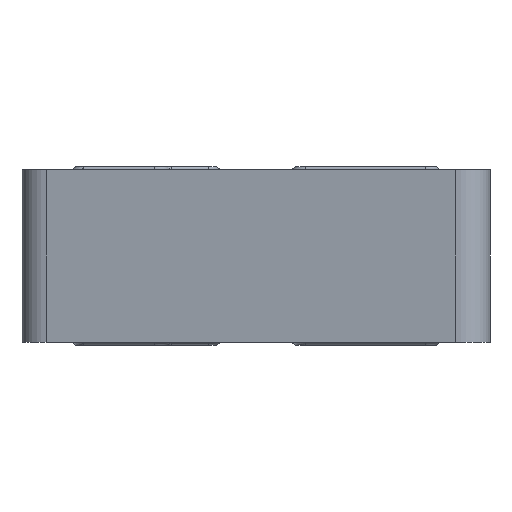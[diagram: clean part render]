
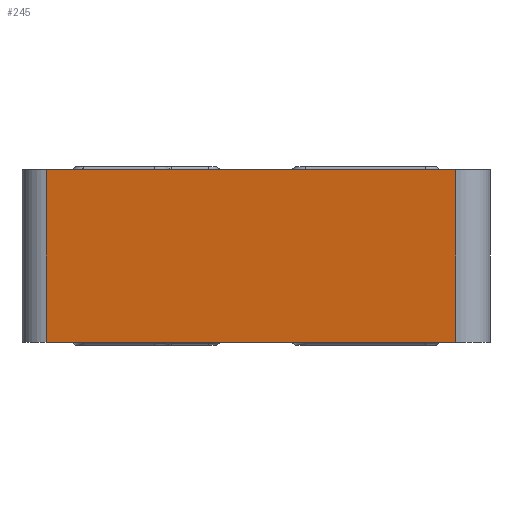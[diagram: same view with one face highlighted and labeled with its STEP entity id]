
A CAD part, left-side view. The second image highlights one B-rep face of the part: STEP entity #245.
In plain terms, the highlighted planar face has unit normal (-0.985, 0.174, 0).
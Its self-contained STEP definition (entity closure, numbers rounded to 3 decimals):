
#200=PLANE('',#3079);
#245=ADVANCED_FACE('',(#475),#200,.T.);
#475=FACE_OUTER_BOUND('',#627,.T.);
#627=EDGE_LOOP('',(#817,#818,#819,#820));
#817=ORIENTED_EDGE('',*,*,#1995,.T.);
#818=ORIENTED_EDGE('',*,*,#1997,.F.);
#819=ORIENTED_EDGE('',*,*,#1987,.T.);
#820=ORIENTED_EDGE('',*,*,#1998,.F.);
#1689=VERTEX_POINT('',#4366);
#1690=VERTEX_POINT('',#4367);
#1695=VERTEX_POINT('',#4381);
#1696=VERTEX_POINT('',#4383);
#1987=EDGE_CURVE('',#1689,#1690,#2623,.T.);
#1995=EDGE_CURVE('',#1696,#1695,#2628,.T.);
#1997=EDGE_CURVE('',#1689,#1695,#2629,.T.);
#1998=EDGE_CURVE('',#1696,#1690,#2630,.T.);
#2623=LINE('',#4365,#2831);
#2628=LINE('',#4382,#2836);
#2629=LINE('',#4386,#2837);
#2630=LINE('',#4387,#2838);
#2831=VECTOR('',#3446,1.);
#2836=VECTOR('',#3461,1.);
#2837=VECTOR('',#3466,1.);
#2838=VECTOR('',#3467,1.);
#3079=AXIS2_PLACEMENT_3D('',#4388,#3468,#3469);
#3446=DIRECTION('',(0.,0.,1.));
#3461=DIRECTION('',(0.,0.,-1.));
#3466=DIRECTION('',(0.174,0.985,0.));
#3467=DIRECTION('',(-0.174,-0.985,0.));
#3468=DIRECTION('',(-0.985,0.174,0.));
#3469=DIRECTION('',(0.,0.,1.));
#4365=CARTESIAN_POINT('',(0.164,0.932,-2.347));
#4366=CARTESIAN_POINT('',(0.164,0.932,-4.686));
#4367=CARTESIAN_POINT('',(0.164,0.932,-0.003));
#4381=CARTESIAN_POINT('',(2.124,12.044,-4.686));
#4382=CARTESIAN_POINT('',(2.124,12.044,-2.347));
#4383=CARTESIAN_POINT('',(2.124,12.044,-0.003));
#4386=CARTESIAN_POINT('',(0.164,0.932,-4.686));
#4387=CARTESIAN_POINT('',(0.164,0.932,-0.003));
#4388=CARTESIAN_POINT('',(0.164,0.932,-2.347));
